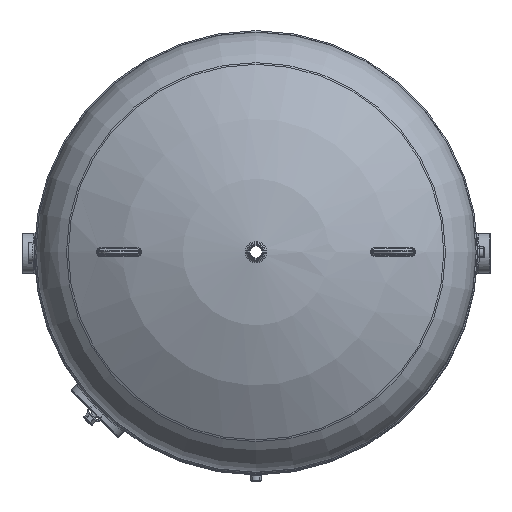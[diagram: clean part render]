
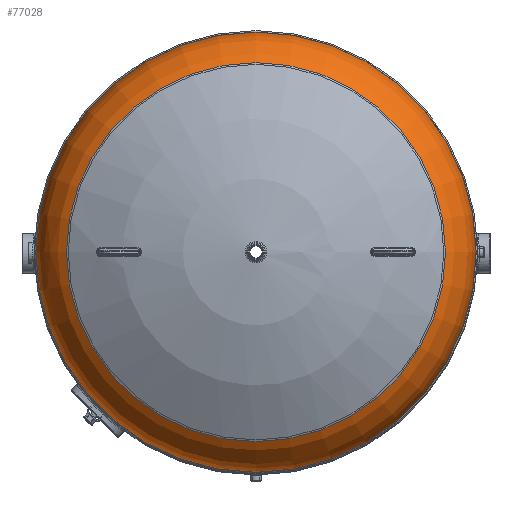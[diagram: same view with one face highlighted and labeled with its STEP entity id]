
A CAD part, top view. The second image highlights one B-rep face of the part: STEP entity #77028.
In plain terms, the highlighted toroidal (fillet/blend) face has major radius 385 mm and minor radius 165 mm.
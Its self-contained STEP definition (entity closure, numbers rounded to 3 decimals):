
#63241=CARTESIAN_POINT('',(473.726,-0.,2360.664));
#63242=VERTEX_POINT('',#63241);
#63250=CARTESIAN_POINT('',(-473.726,-0.,2360.664));
#63251=VERTEX_POINT('',#63250);
#63252=CARTESIAN_POINT('',(0.,-0.,2360.664));
#63253=DIRECTION('',(0.,0.,-1.));
#63254=DIRECTION('',(-1.,0.,0.));
#63255=AXIS2_PLACEMENT_3D('',#63252,#63253,#63254);
#63256=CIRCLE('',#63255,473.726);
#63257=EDGE_CURVE('',#63251,#63242,#63256,.T.);
#63259=CARTESIAN_POINT('',(0.,-0.,2360.664));
#63260=DIRECTION('',(0.,0.,-1.));
#63261=DIRECTION('',(-1.,0.,0.));
#63262=AXIS2_PLACEMENT_3D('',#63259,#63260,#63261);
#63263=CIRCLE('',#63262,473.726);
#63264=EDGE_CURVE('',#63242,#63251,#63263,.T.);
#67387=CARTESIAN_POINT('',(-550.,-0.,2221.549));
#67388=VERTEX_POINT('',#67387);
#67395=CARTESIAN_POINT('',(550.,-0.,2221.549));
#67396=VERTEX_POINT('',#67395);
#67397=CARTESIAN_POINT('',(0.,-0.,2221.549));
#67398=DIRECTION('',(-0.,-0.,1.));
#67399=DIRECTION('',(-1.,0.,0.));
#67400=AXIS2_PLACEMENT_3D('',#67397,#67398,#67399);
#67401=CIRCLE('',#67400,550.);
#67402=EDGE_CURVE('',#67396,#67388,#67401,.T.);
#67404=CARTESIAN_POINT('',(0.,-0.,2221.549));
#67405=DIRECTION('',(-0.,-0.,1.));
#67406=DIRECTION('',(-1.,0.,0.));
#67407=AXIS2_PLACEMENT_3D('',#67404,#67405,#67406);
#67408=CIRCLE('',#67407,550.);
#67409=EDGE_CURVE('',#67388,#67396,#67408,.T.);
#77009=CARTESIAN_POINT('',(0.,-0.,2221.549));
#77010=DIRECTION('',(0.,0.,-1.));
#77011=DIRECTION('',(-1.,0.,0.));
#77012=AXIS2_PLACEMENT_3D('',#77009,#77010,#77011);
#77013=TOROIDAL_SURFACE('',#77012,385.,165.);
#77014=CARTESIAN_POINT('',(-385.,-0.,2221.549));
#77015=DIRECTION('',(-0.,1.,-0.));
#77016=DIRECTION('',(-1.,0.,0.));
#77017=AXIS2_PLACEMENT_3D('',#77014,#77015,#77016);
#77018=CIRCLE('',#77017,165.);
#77019=EDGE_CURVE('',#67388,#63251,#77018,.T.);
#77020=ORIENTED_EDGE('',*,*,#77019,.T.);
#77021=ORIENTED_EDGE('',*,*,#63257,.T.);
#77022=ORIENTED_EDGE('',*,*,#63264,.T.);
#77023=ORIENTED_EDGE('',*,*,#77019,.F.);
#77024=ORIENTED_EDGE('',*,*,#67409,.T.);
#77025=ORIENTED_EDGE('',*,*,#67402,.T.);
#77026=EDGE_LOOP('',(#77020,#77021,#77022,#77023,#77024,#77025));
#77027=FACE_BOUND('',#77026,.T.);
#77028=ADVANCED_FACE('',(#77027),#77013,.T.);
